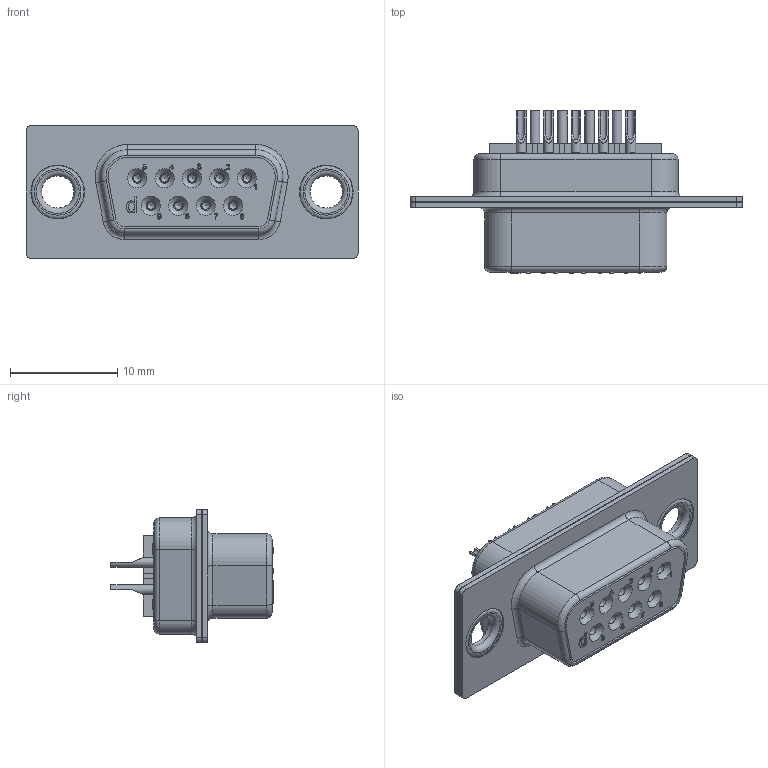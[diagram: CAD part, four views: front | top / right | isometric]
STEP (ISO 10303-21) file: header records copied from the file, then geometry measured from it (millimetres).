
FILE_DESCRIPTION(/* description */ ('Unknown'),/* implementation_level */ '2;1');
FILE_NAME(/* name */ 'VGA CONNECTOR DETAILED',/* time_stamp */ '2017-05-10T14:48:41+02:00',/* author */ ('Unknown'),/* organization */ ('Unknown'),/* preprocessor_version */ 'ST-DEVELOPER v16.7',/* originating_system */ 'DEX',/* authorisation */ $);
FILE_SCHEMA (('AUTOMOTIVE_DESIGN {1 0 10303 214 3 1 1}'));
Length unit declared in the file: millimetre
Products named in the file (1): VGA CONNECTOR DETAILED
Bounding box: 30.9 x 15.1 x 12.4 mm (x, y, z)
Volume: 1874.1 mm3; surface area: 1697.7 mm2
Topology: 1 solids, 1 shells, 447 faces, 1094 edges, 710 vertices
Faces by surface type: plane 268, cylinder 97, bspline 44, torus 20, cone 18
Full cylindrical faces by diameter (mm): 0.6 x9, 0.7 x9, 0.9 x18, 3 x2, 5 x2
Entity records: 18351 total; most frequent: CARTESIAN_POINT 5184, ORIENTED_EDGE 1988, DIRECTION 1953, EDGE_CURVE 994, VERTEX_POINT 690, LINE 667, VECTOR 667, AXIS2_PLACEMENT_3D 643
